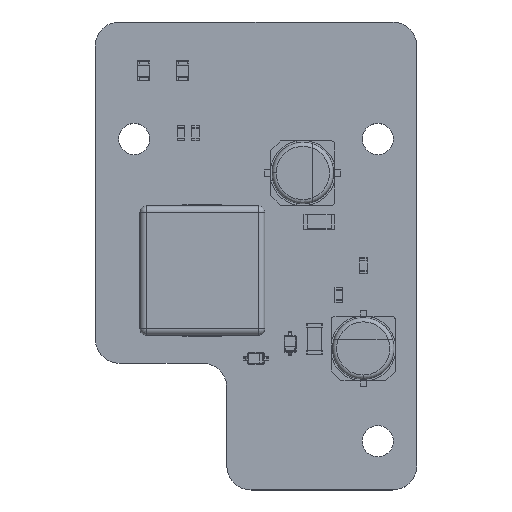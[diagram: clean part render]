
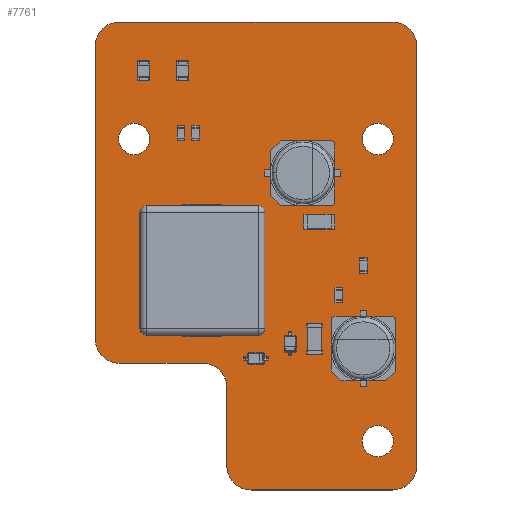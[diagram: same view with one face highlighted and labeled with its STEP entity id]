
A CAD part, top view. The second image highlights one B-rep face of the part: STEP entity #7761.
In plain terms, the highlighted planar face has unit normal (0, 0, 1).
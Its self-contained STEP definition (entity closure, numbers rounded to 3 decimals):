
#7497 = VERTEX_POINT('',#7498);
#7498 = CARTESIAN_POINT('',(30.664,47.997,1.6));
#7504 = EDGE_CURVE('',#7497,#7505,#7507,.T.);
#7505 = VERTEX_POINT('',#7506);
#7506 = CARTESIAN_POINT('',(33.,45.5,1.6));
#7507 = CIRCLE('',#7508,2.498);
#7508 = AXIS2_PLACEMENT_3D('',#7509,#7510,#7511);
#7509 = CARTESIAN_POINT('',(30.502,45.505,1.6));
#7510 = DIRECTION('',(0.,0.,-1.));
#7511 = DIRECTION('',(0.065,0.998,0.));
#7539 = VERTEX_POINT('',#7540);
#7540 = CARTESIAN_POINT('',(30.5,48.,1.6));
#7546 = EDGE_CURVE('',#7539,#7497,#7547,.T.);
#7547 = LINE('',#7548,#7549);
#7548 = CARTESIAN_POINT('',(30.5,48.,1.6));
#7549 = VECTOR('',#7550,1.);
#7550 = DIRECTION('',(1.,-0.016,0.));
#7568 = EDGE_CURVE('',#7505,#7569,#7571,.T.);
#7569 = VERTEX_POINT('',#7570);
#7570 = CARTESIAN_POINT('',(33.,2.5,1.6));
#7571 = LINE('',#7572,#7573);
#7572 = CARTESIAN_POINT('',(33.,45.5,1.6));
#7573 = VECTOR('',#7574,1.);
#7574 = DIRECTION('',(0.,-1.,0.));
#7761 = ADVANCED_FACE('',(#7762,#7890,#7901,#7912),#7923,.T.);
#7762 = FACE_BOUND('',#7763,.T.);
#7763 = EDGE_LOOP('',(#7764,#7765,#7766,#7774,#7783,#7791,#7799,#7808,
    #7816,#7824,#7833,#7841,#7849,#7858,#7866,#7874,#7883,#7889));
#7764 = ORIENTED_EDGE('',*,*,#7504,.F.);
#7765 = ORIENTED_EDGE('',*,*,#7546,.F.);
#7766 = ORIENTED_EDGE('',*,*,#7767,.F.);
#7767 = EDGE_CURVE('',#7768,#7539,#7770,.T.);
#7768 = VERTEX_POINT('',#7769);
#7769 = CARTESIAN_POINT('',(2.5,48.,1.6));
#7770 = LINE('',#7771,#7772);
#7771 = CARTESIAN_POINT('',(2.5,48.,1.6));
#7772 = VECTOR('',#7773,1.);
#7773 = DIRECTION('',(1.,0.,0.));
#7774 = ORIENTED_EDGE('',*,*,#7775,.F.);
#7775 = EDGE_CURVE('',#7776,#7768,#7778,.T.);
#7776 = VERTEX_POINT('',#7777);
#7777 = CARTESIAN_POINT('',(0.003,45.664,1.6));
#7778 = CIRCLE('',#7779,2.498);
#7779 = AXIS2_PLACEMENT_3D('',#7780,#7781,#7782);
#7780 = CARTESIAN_POINT('',(2.495,45.502,1.6));
#7781 = DIRECTION('',(0.,0.,-1.));
#7782 = DIRECTION('',(-0.998,0.065,0.));
#7783 = ORIENTED_EDGE('',*,*,#7784,.F.);
#7784 = EDGE_CURVE('',#7785,#7776,#7787,.T.);
#7785 = VERTEX_POINT('',#7786);
#7786 = CARTESIAN_POINT('',(0.,45.5,1.6));
#7787 = LINE('',#7788,#7789);
#7788 = CARTESIAN_POINT('',(0.,45.5,1.6));
#7789 = VECTOR('',#7790,1.);
#7790 = DIRECTION('',(0.016,1.,0.));
#7791 = ORIENTED_EDGE('',*,*,#7792,.F.);
#7792 = EDGE_CURVE('',#7793,#7785,#7795,.T.);
#7793 = VERTEX_POINT('',#7794);
#7794 = CARTESIAN_POINT('',(0.,15.5,1.6));
#7795 = LINE('',#7796,#7797);
#7796 = CARTESIAN_POINT('',(0.,15.5,1.6));
#7797 = VECTOR('',#7798,1.);
#7798 = DIRECTION('',(0.,1.,0.));
#7799 = ORIENTED_EDGE('',*,*,#7800,.F.);
#7800 = EDGE_CURVE('',#7801,#7793,#7803,.T.);
#7801 = VERTEX_POINT('',#7802);
#7802 = CARTESIAN_POINT('',(2.336,13.003,1.6));
#7803 = CIRCLE('',#7804,2.498);
#7804 = AXIS2_PLACEMENT_3D('',#7805,#7806,#7807);
#7805 = CARTESIAN_POINT('',(2.498,15.495,1.6));
#7806 = DIRECTION('',(0.,0.,-1.));
#7807 = DIRECTION('',(-0.065,-0.998,-0.));
#7808 = ORIENTED_EDGE('',*,*,#7809,.F.);
#7809 = EDGE_CURVE('',#7810,#7801,#7812,.T.);
#7810 = VERTEX_POINT('',#7811);
#7811 = CARTESIAN_POINT('',(2.5,13.,1.6));
#7812 = LINE('',#7813,#7814);
#7813 = CARTESIAN_POINT('',(2.5,13.,1.6));
#7814 = VECTOR('',#7815,1.);
#7815 = DIRECTION('',(-1.,0.016,0.));
#7816 = ORIENTED_EDGE('',*,*,#7817,.F.);
#7817 = EDGE_CURVE('',#7818,#7810,#7820,.T.);
#7818 = VERTEX_POINT('',#7819);
#7819 = CARTESIAN_POINT('',(11.,13.,1.6));
#7820 = LINE('',#7821,#7822);
#7821 = CARTESIAN_POINT('',(11.,13.,1.6));
#7822 = VECTOR('',#7823,1.);
#7823 = DIRECTION('',(-1.,0.,0.));
#7824 = ORIENTED_EDGE('',*,*,#7825,.F.);
#7825 = EDGE_CURVE('',#7826,#7818,#7828,.T.);
#7826 = VERTEX_POINT('',#7827);
#7827 = CARTESIAN_POINT('',(13.497,10.664,1.6));
#7828 = CIRCLE('',#7829,2.498);
#7829 = AXIS2_PLACEMENT_3D('',#7830,#7831,#7832);
#7830 = CARTESIAN_POINT('',(11.005,10.502,1.6));
#7831 = DIRECTION('',(0.,0.,1.));
#7832 = DIRECTION('',(0.998,0.065,-0.));
#7833 = ORIENTED_EDGE('',*,*,#7834,.F.);
#7834 = EDGE_CURVE('',#7835,#7826,#7837,.T.);
#7835 = VERTEX_POINT('',#7836);
#7836 = CARTESIAN_POINT('',(13.5,10.5,1.6));
#7837 = LINE('',#7838,#7839);
#7838 = CARTESIAN_POINT('',(13.5,10.5,1.6));
#7839 = VECTOR('',#7840,1.);
#7840 = DIRECTION('',(-0.016,1.,0.));
#7841 = ORIENTED_EDGE('',*,*,#7842,.F.);
#7842 = EDGE_CURVE('',#7843,#7835,#7845,.T.);
#7843 = VERTEX_POINT('',#7844);
#7844 = CARTESIAN_POINT('',(13.5,2.5,1.6));
#7845 = LINE('',#7846,#7847);
#7846 = CARTESIAN_POINT('',(13.5,2.5,1.6));
#7847 = VECTOR('',#7848,1.);
#7848 = DIRECTION('',(0.,1.,0.));
#7849 = ORIENTED_EDGE('',*,*,#7850,.F.);
#7850 = EDGE_CURVE('',#7851,#7843,#7853,.T.);
#7851 = VERTEX_POINT('',#7852);
#7852 = CARTESIAN_POINT('',(15.836,0.003,1.6));
#7853 = CIRCLE('',#7854,2.498);
#7854 = AXIS2_PLACEMENT_3D('',#7855,#7856,#7857);
#7855 = CARTESIAN_POINT('',(15.998,2.495,1.6));
#7856 = DIRECTION('',(0.,0.,-1.));
#7857 = DIRECTION('',(-0.065,-0.998,-0.));
#7858 = ORIENTED_EDGE('',*,*,#7859,.F.);
#7859 = EDGE_CURVE('',#7860,#7851,#7862,.T.);
#7860 = VERTEX_POINT('',#7861);
#7861 = CARTESIAN_POINT('',(16.,0.,1.6));
#7862 = LINE('',#7863,#7864);
#7863 = CARTESIAN_POINT('',(16.,0.,1.6));
#7864 = VECTOR('',#7865,1.);
#7865 = DIRECTION('',(-1.,0.016,0.));
#7866 = ORIENTED_EDGE('',*,*,#7867,.F.);
#7867 = EDGE_CURVE('',#7868,#7860,#7870,.T.);
#7868 = VERTEX_POINT('',#7869);
#7869 = CARTESIAN_POINT('',(30.5,0.,1.6));
#7870 = LINE('',#7871,#7872);
#7871 = CARTESIAN_POINT('',(30.5,0.,1.6));
#7872 = VECTOR('',#7873,1.);
#7873 = DIRECTION('',(-1.,0.,0.));
#7874 = ORIENTED_EDGE('',*,*,#7875,.F.);
#7875 = EDGE_CURVE('',#7876,#7868,#7878,.T.);
#7876 = VERTEX_POINT('',#7877);
#7877 = CARTESIAN_POINT('',(32.997,2.336,1.6));
#7878 = CIRCLE('',#7879,2.498);
#7879 = AXIS2_PLACEMENT_3D('',#7880,#7881,#7882);
#7880 = CARTESIAN_POINT('',(30.505,2.498,1.6));
#7881 = DIRECTION('',(0.,0.,-1.));
#7882 = DIRECTION('',(0.998,-0.065,0.));
#7883 = ORIENTED_EDGE('',*,*,#7884,.F.);
#7884 = EDGE_CURVE('',#7569,#7876,#7885,.T.);
#7885 = LINE('',#7886,#7887);
#7886 = CARTESIAN_POINT('',(33.,2.5,1.6));
#7887 = VECTOR('',#7888,1.);
#7888 = DIRECTION('',(-0.016,-1.,0.));
#7889 = ORIENTED_EDGE('',*,*,#7568,.F.);
#7890 = FACE_BOUND('',#7891,.T.);
#7891 = EDGE_LOOP('',(#7892));
#7892 = ORIENTED_EDGE('',*,*,#7893,.T.);
#7893 = EDGE_CURVE('',#7894,#7894,#7896,.T.);
#7894 = VERTEX_POINT('',#7895);
#7895 = CARTESIAN_POINT('',(29.,3.4,1.6));
#7896 = CIRCLE('',#7897,1.6);
#7897 = AXIS2_PLACEMENT_3D('',#7898,#7899,#7900);
#7898 = CARTESIAN_POINT('',(29.,5.,1.6));
#7899 = DIRECTION('',(-0.,0.,-1.));
#7900 = DIRECTION('',(-0.,-1.,0.));
#7901 = FACE_BOUND('',#7902,.T.);
#7902 = EDGE_LOOP('',(#7903));
#7903 = ORIENTED_EDGE('',*,*,#7904,.T.);
#7904 = EDGE_CURVE('',#7905,#7905,#7907,.T.);
#7905 = VERTEX_POINT('',#7906);
#7906 = CARTESIAN_POINT('',(4.,34.4,1.6));
#7907 = CIRCLE('',#7908,1.6);
#7908 = AXIS2_PLACEMENT_3D('',#7909,#7910,#7911);
#7909 = CARTESIAN_POINT('',(4.,36.,1.6));
#7910 = DIRECTION('',(-0.,0.,-1.));
#7911 = DIRECTION('',(-0.,-1.,0.));
#7912 = FACE_BOUND('',#7913,.T.);
#7913 = EDGE_LOOP('',(#7914));
#7914 = ORIENTED_EDGE('',*,*,#7915,.T.);
#7915 = EDGE_CURVE('',#7916,#7916,#7918,.T.);
#7916 = VERTEX_POINT('',#7917);
#7917 = CARTESIAN_POINT('',(29.,34.4,1.6));
#7918 = CIRCLE('',#7919,1.6);
#7919 = AXIS2_PLACEMENT_3D('',#7920,#7921,#7922);
#7920 = CARTESIAN_POINT('',(29.,36.,1.6));
#7921 = DIRECTION('',(-0.,0.,-1.));
#7922 = DIRECTION('',(-0.,-1.,0.));
#7923 = PLANE('',#7924);
#7924 = AXIS2_PLACEMENT_3D('',#7925,#7926,#7927);
#7925 = CARTESIAN_POINT('',(0.,0.,1.6));
#7926 = DIRECTION('',(0.,0.,1.));
#7927 = DIRECTION('',(1.,0.,-0.));
